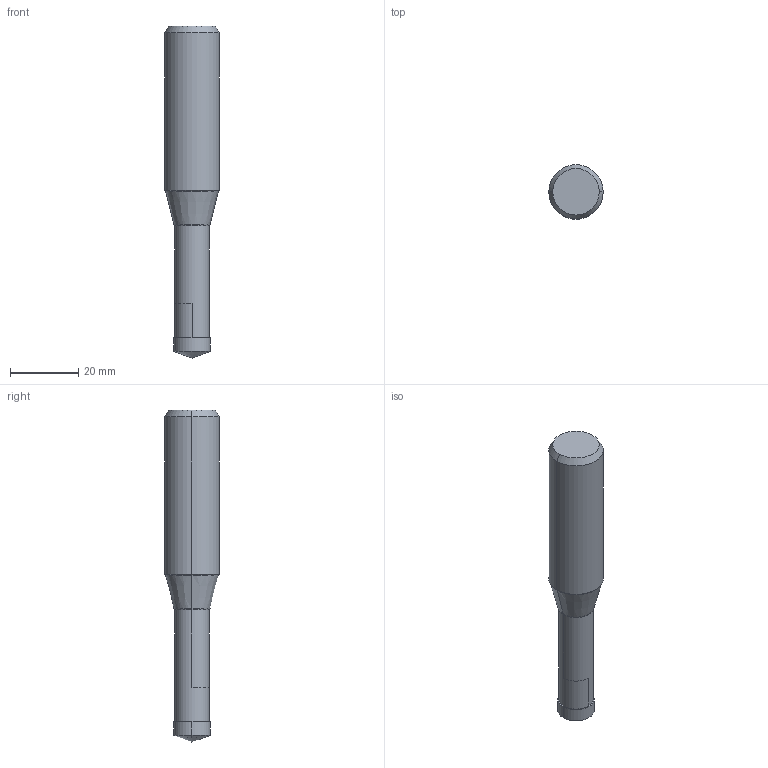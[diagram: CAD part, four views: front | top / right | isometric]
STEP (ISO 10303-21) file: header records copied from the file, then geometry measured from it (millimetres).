
FILE_DESCRIPTION(/* description */ (''),/* implementation_level */ '2;1');
FILE_NAME(/* name */ 'STAWSN0027_ID0_4219.stp',/* time_stamp */ '2025-06-11T16:54:52+09:00',/* author */ (''),/* organization */ (''),/* preprocessor_version */ 'ST-DEVELOPER v18.101',/* originating_system */ 'SIEMENS PLM Software NX 2011',/* authorisation */ '');
FILE_SCHEMA (('AUTOMOTIVE_DESIGN { 1 0 10303 214 3 1 1 1 }'));
Length unit declared in the file: millimetre
Products named in the file (1): STAWSN0027_ID0_4219_ASM
Bounding box: 15.88 x 15.88 x 96.95 mm (x, y, z)
Volume: 13850.1 mm3; surface area: 4421.5 mm2
Topology: 2 solids, 2 shells, 19 faces, 46 edges, 34 vertices
Faces by surface type: cone 6, cylinder 6, torus 4, plane 3
Entity records: 659 total; most frequent: DIRECTION 124, CARTESIAN_POINT 97, ORIENTED_EDGE 80, AXIS2_PLACEMENT_3D 53, EDGE_CURVE 40, CIRCLE 26, VERTEX_POINT 25, ADVANCED_FACE 19
